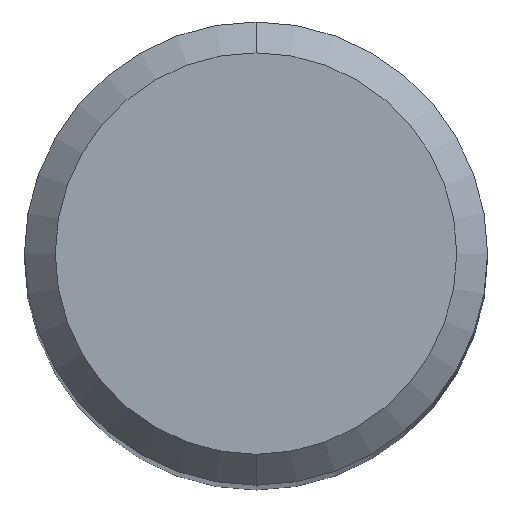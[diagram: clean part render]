
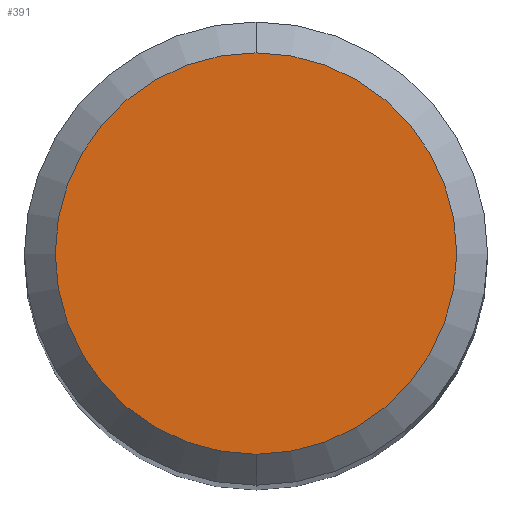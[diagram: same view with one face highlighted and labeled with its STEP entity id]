
A CAD part, top view. The second image highlights one B-rep face of the part: STEP entity #391.
In plain terms, the highlighted planar face has unit normal (0, 0, 1).
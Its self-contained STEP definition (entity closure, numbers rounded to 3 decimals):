
#291=VERTEX_POINT('',#605);
#357=VERTEX_POINT('',#679);
#375=EDGE_CURVE('',#291,#357,#702,.T.);
#391=ADVANCED_FACE('',(#720),#721,.T.);
#435=EDGE_CURVE('',#357,#291,#771,.T.);
#605=CARTESIAN_POINT('',(0.0,2.6,0.0));
#679=CARTESIAN_POINT('',(0.,-2.6,0.0));
#702=CIRCLE('',#1282,2.6);
#720=FACE_OUTER_BOUND('',#1303,.T.);
#721=PLANE('',#1304);
#771=CIRCLE('',#1404,2.6);
#1282=AXIS2_PLACEMENT_3D('',#1684,#1685,#1686);
#1303=EDGE_LOOP('',(#1706,#1707));
#1304=AXIS2_PLACEMENT_3D('',#1708,#1709,#1710);
#1404=AXIS2_PLACEMENT_3D('',#1773,#1774,#1775);
#1684=CARTESIAN_POINT('',(0.0,0.0,0.0));
#1685=DIRECTION('',(0.0,0.0,-1.0));
#1686=DIRECTION('',(0.0,1.0,0.0));
#1706=ORIENTED_EDGE('',*,*,#375,.F.);
#1707=ORIENTED_EDGE('',*,*,#435,.F.);
#1708=CARTESIAN_POINT('',(0.0,1.3,0.0));
#1709=DIRECTION('',(-0.0,0.0,1.0));
#1710=DIRECTION('',(0.0,-1.0,0.0));
#1773=CARTESIAN_POINT('',(0.0,0.0,0.0));
#1774=DIRECTION('',(0.0,0.0,-1.0));
#1775=DIRECTION('',(0.0,1.0,0.0));
